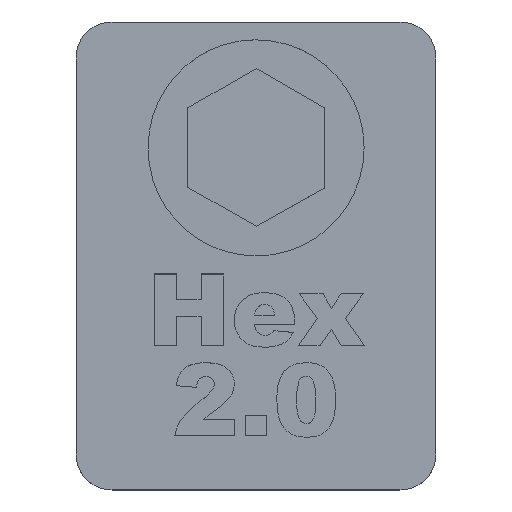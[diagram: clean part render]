
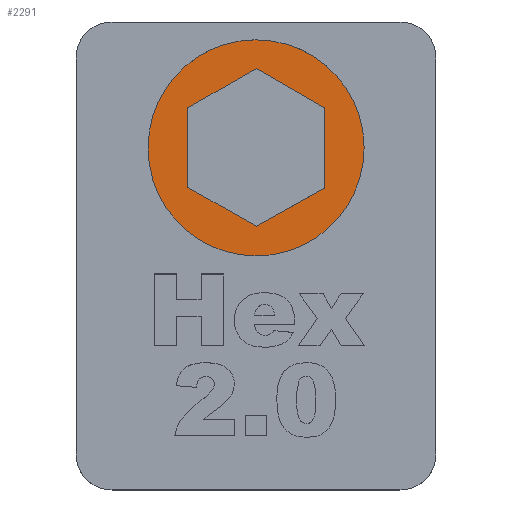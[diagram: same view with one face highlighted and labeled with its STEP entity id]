
A CAD part, top view. The second image highlights one B-rep face of the part: STEP entity #2291.
In plain terms, the highlighted planar face has unit normal (0, 0, 1).
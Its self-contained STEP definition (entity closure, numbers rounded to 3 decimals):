
#27=(
BOUNDED_CURVE()
B_SPLINE_CURVE(3,(#4375,#4376,#4377,#4378),.UNSPECIFIED.,.F.,.F.)
B_SPLINE_CURVE_WITH_KNOTS((4,4),(0.,1.),.UNSPECIFIED.)
CURVE()
GEOMETRIC_REPRESENTATION_ITEM()
RATIONAL_B_SPLINE_CURVE((1.,1.,1.,1.))
REPRESENTATION_ITEM('')
);
#28=(
BOUNDED_CURVE()
B_SPLINE_CURVE(3,(#4390,#4391,#4392,#4393),.UNSPECIFIED.,.F.,.F.)
B_SPLINE_CURVE_WITH_KNOTS((4,4),(0.,1.),.UNSPECIFIED.)
CURVE()
GEOMETRIC_REPRESENTATION_ITEM()
RATIONAL_B_SPLINE_CURVE((1.,1.,1.,1.))
REPRESENTATION_ITEM('')
);
#29=(
BOUNDED_CURVE()
B_SPLINE_CURVE(3,(#4404,#4405,#4406,#4407),.UNSPECIFIED.,.F.,.F.)
B_SPLINE_CURVE_WITH_KNOTS((4,4),(0.,1.),.UNSPECIFIED.)
CURVE()
GEOMETRIC_REPRESENTATION_ITEM()
RATIONAL_B_SPLINE_CURVE((1.,1.,1.,1.))
REPRESENTATION_ITEM('')
);
#30=(
BOUNDED_CURVE()
B_SPLINE_CURVE(3,(#4416,#4417,#4418,#4419),.UNSPECIFIED.,.F.,.F.)
B_SPLINE_CURVE_WITH_KNOTS((4,4),(0.,1.),.UNSPECIFIED.)
CURVE()
GEOMETRIC_REPRESENTATION_ITEM()
RATIONAL_B_SPLINE_CURVE((1.,1.,1.,1.))
REPRESENTATION_ITEM('')
);
#48=FACE_BOUND('',#469,.T.);
#335=FACE_OUTER_BOUND('',#468,.T.);
#468=EDGE_LOOP('',(#2056,#2057,#2058,#2059));
#469=EDGE_LOOP('',(#2060,#2061,#2062,#2063,#2064,#2065));
#653=LINE('',#4335,#857);
#657=LINE('',#4342,#861);
#660=LINE('',#4348,#864);
#663=LINE('',#4354,#867);
#666=LINE('',#4360,#870);
#668=LINE('',#4363,#872);
#857=VECTOR('',#2659,10.);
#861=VECTOR('',#2665,10.);
#864=VECTOR('',#2670,10.);
#867=VECTOR('',#2675,10.);
#870=VECTOR('',#2680,10.);
#872=VECTOR('',#2684,10.);
#1091=VERTEX_POINT('',#4332);
#1092=VERTEX_POINT('',#4334);
#1094=VERTEX_POINT('',#4340);
#1096=VERTEX_POINT('',#4346);
#1098=VERTEX_POINT('',#4352);
#1100=VERTEX_POINT('',#4358);
#1101=VERTEX_POINT('',#4372);
#1102=VERTEX_POINT('',#4374);
#1103=VERTEX_POINT('',#4388);
#1104=VERTEX_POINT('',#4402);
#1409=EDGE_CURVE('',#1091,#1092,#653,.T.);
#1413=EDGE_CURVE('',#1094,#1091,#657,.T.);
#1416=EDGE_CURVE('',#1096,#1094,#660,.T.);
#1419=EDGE_CURVE('',#1098,#1096,#663,.T.);
#1422=EDGE_CURVE('',#1100,#1098,#666,.T.);
#1424=EDGE_CURVE('',#1092,#1100,#668,.T.);
#1426=EDGE_CURVE('',#1101,#1102,#27,.T.);
#1429=EDGE_CURVE('',#1103,#1101,#28,.T.);
#1431=EDGE_CURVE('',#1104,#1103,#29,.T.);
#1432=EDGE_CURVE('',#1102,#1104,#30,.T.);
#2056=ORIENTED_EDGE('',*,*,#1432,.F.);
#2057=ORIENTED_EDGE('',*,*,#1426,.F.);
#2058=ORIENTED_EDGE('',*,*,#1429,.F.);
#2059=ORIENTED_EDGE('',*,*,#1431,.F.);
#2060=ORIENTED_EDGE('',*,*,#1424,.F.);
#2061=ORIENTED_EDGE('',*,*,#1409,.F.);
#2062=ORIENTED_EDGE('',*,*,#1413,.F.);
#2063=ORIENTED_EDGE('',*,*,#1416,.F.);
#2064=ORIENTED_EDGE('',*,*,#1419,.F.);
#2065=ORIENTED_EDGE('',*,*,#1422,.F.);
#2171=PLANE('',#2371);
#2291=ADVANCED_FACE('',(#335,#48),#2171,.T.);
#2371=AXIS2_PLACEMENT_3D('',#4420,#2689,#2690);
#2659=DIRECTION('',(0.,1.,0.));
#2665=DIRECTION('',(0.872,0.489,0.));
#2670=DIRECTION('',(0.87,-0.494,0.));
#2675=DIRECTION('',(0.,-1.,0.));
#2680=DIRECTION('',(-0.866,-0.5,0.));
#2684=DIRECTION('',(-0.865,0.502,0.));
#2689=DIRECTION('center_axis',(0.,0.,1.));
#2690=DIRECTION('ref_axis',(-1.,0.,0.));
#4332=CARTESIAN_POINT('',(103.796,-38.39,-0.6));
#4334=CARTESIAN_POINT('',(103.796,-33.941,-0.6));
#4335=CARTESIAN_POINT('',(103.796,-38.39,-0.6));
#4340=CARTESIAN_POINT('',(100.013,-40.513,-0.6));
#4342=CARTESIAN_POINT('',(100.013,-40.513,-0.6));
#4346=CARTESIAN_POINT('',(96.214,-38.356,-0.6));
#4348=CARTESIAN_POINT('',(96.214,-38.356,-0.6));
#4352=CARTESIAN_POINT('',(96.214,-33.941,-0.6));
#4354=CARTESIAN_POINT('',(96.214,-33.941,-0.6));
#4358=CARTESIAN_POINT('',(100.013,-31.747,-0.6));
#4360=CARTESIAN_POINT('',(100.013,-31.747,-0.6));
#4363=CARTESIAN_POINT('',(103.796,-33.941,-0.6));
#4372=CARTESIAN_POINT('',(100.005,-42.16,-0.6));
#4374=CARTESIAN_POINT('',(94.005,-36.159,-0.6));
#4375=CARTESIAN_POINT('Ctrl Pts',(100.005,-42.16,-0.6));
#4376=CARTESIAN_POINT('Ctrl Pts',(96.691,-42.16,-0.6));
#4377=CARTESIAN_POINT('Ctrl Pts',(94.005,-39.473,-0.6));
#4378=CARTESIAN_POINT('Ctrl Pts',(94.005,-36.159,-0.6));
#4388=CARTESIAN_POINT('',(106.005,-36.159,-0.6));
#4390=CARTESIAN_POINT('Ctrl Pts',(106.005,-36.159,-0.6));
#4391=CARTESIAN_POINT('Ctrl Pts',(106.005,-39.473,-0.6));
#4392=CARTESIAN_POINT('Ctrl Pts',(103.319,-42.16,-0.6));
#4393=CARTESIAN_POINT('Ctrl Pts',(100.005,-42.16,-0.6));
#4402=CARTESIAN_POINT('',(100.005,-30.159,-0.6));
#4404=CARTESIAN_POINT('Ctrl Pts',(100.005,-30.159,-0.6));
#4405=CARTESIAN_POINT('Ctrl Pts',(103.319,-30.159,-0.6));
#4406=CARTESIAN_POINT('Ctrl Pts',(106.005,-32.845,-0.6));
#4407=CARTESIAN_POINT('Ctrl Pts',(106.005,-36.159,-0.6));
#4416=CARTESIAN_POINT('Ctrl Pts',(94.005,-36.159,-0.6));
#4417=CARTESIAN_POINT('Ctrl Pts',(94.005,-32.845,-0.6));
#4418=CARTESIAN_POINT('Ctrl Pts',(96.691,-30.159,-0.6));
#4419=CARTESIAN_POINT('Ctrl Pts',(100.005,-30.159,-0.6));
#4420=CARTESIAN_POINT('Origin',(100.005,-36.159,-0.6));
